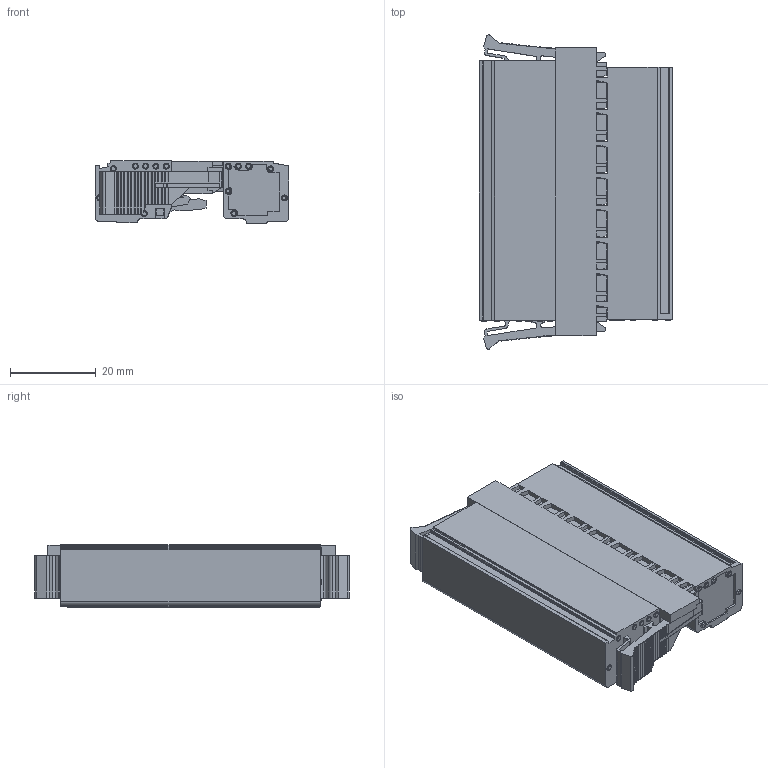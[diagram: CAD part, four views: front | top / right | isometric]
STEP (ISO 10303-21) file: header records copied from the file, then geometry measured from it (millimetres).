
FILE_DESCRIPTION(/* description */ ('Unknown'),/* implementation_level */ '2;1');
FILE_NAME(/* name */ 'DPSC7.50WW-8W_3D_SOLID',/* time_stamp */ '2025-02-20T11:14:33+06:00',/* author */ ('Unknown'),/* organization */ ('Unknown'),/* preprocessor_version */ 'ST-DEVELOPER v16.7',/* originating_system */ 'Solid Edge',/* authorisation */ 'Unknown');
FILE_SCHEMA (('AUTOMOTIVE_DESIGN {1 0 10303 214 3 1 1}'));
Products named in the file (1): DPSC7.50WW-8W_3D_SOLID
Bounding box: 45.25 x 73.35 x 14.5 mm (x, y, z)
Volume: 30742.9 mm3; surface area: 19633.2 mm2
Topology: 1 solids, 15 shells, 2464 faces, 7128 edges, 4665 vertices
Faces by surface type: plane 1687, cylinder 545, bspline 160, torus 28, cone 26, sphere 18
Full cylindrical faces by diameter (mm): 1.3 x7, 1.4 x7, 1.5 x1, 1.8 x7, 2.9 x6, 3.7 x8
Entity records: 100837 total; most frequent: CARTESIAN_POINT 19614, ORIENTED_EDGE 13996, DIRECTION 12290, EDGE_CURVE 6998, LINE 5154, VECTOR 5154, VERTEX_POINT 4657, AXIS2_PLACEMENT_3D 3568
